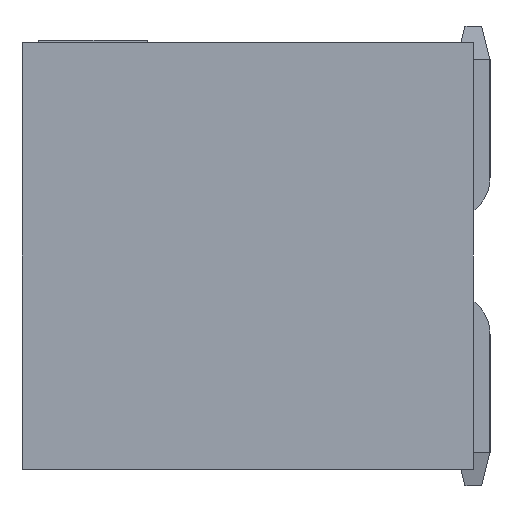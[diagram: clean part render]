
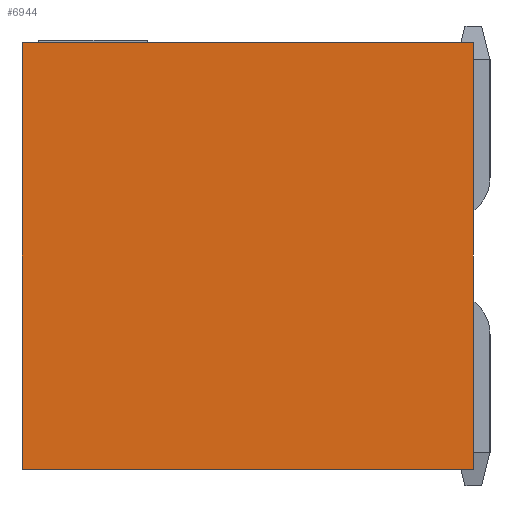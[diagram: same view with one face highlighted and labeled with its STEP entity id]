
A CAD part, left-side view. The second image highlights one B-rep face of the part: STEP entity #6944.
In plain terms, the highlighted planar face has unit normal (-1, 0, 0).
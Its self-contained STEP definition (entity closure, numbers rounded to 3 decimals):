
#119 = FACE_OUTER_BOUND ( 'NONE', #4489, .T. ) ;
#602 = CARTESIAN_POINT ( 'NONE',  ( -8.23, 5.4, 2.55 ) ) ;
#821 = EDGE_CURVE ( 'NONE', #6404, #8770, #1334, .T. ) ;
#865 = CARTESIAN_POINT ( 'NONE',  ( -8.23, 5.4, 0. ) ) ;
#972 = VECTOR ( 'NONE', #4093, 1000. ) ;
#1211 = LINE ( 'NONE', #9112, #7524 ) ;
#1334 = LINE ( 'NONE', #7004, #5686 ) ;
#1393 = EDGE_CURVE ( 'NONE', #6404, #3913, #1211, .T. ) ;
#1620 = DIRECTION ( 'NONE',  ( 0., 1., 0. ) ) ;
#3910 = PLANE ( 'NONE',  #4251 ) ;
#3913 = VERTEX_POINT ( 'NONE', #602 ) ;
#4093 = DIRECTION ( 'NONE',  ( 0., 1., 0. ) ) ;
#4164 = CARTESIAN_POINT ( 'NONE',  ( -8.23, 5.4, -2.55 ) ) ;
#4232 = EDGE_CURVE ( 'NONE', #8770, #5470, #9656, .T. ) ;
#4251 = AXIS2_PLACEMENT_3D ( 'NONE', #7612, #8382, #9125 ) ;
#4489 = EDGE_LOOP ( 'NONE', ( #5784, #6675, #5146, #4733 ) ) ;
#4733 = ORIENTED_EDGE ( 'NONE', *, *, #9608, .T. ) ;
#5146 = ORIENTED_EDGE ( 'NONE', *, *, #1393, .T. ) ;
#5284 = DIRECTION ( 'NONE',  ( 0., 0., -1. ) ) ;
#5470 = VERTEX_POINT ( 'NONE', #4164 ) ;
#5686 = VECTOR ( 'NONE', #8411, 1000. ) ;
#5784 = ORIENTED_EDGE ( 'NONE', *, *, #4232, .F. ) ;
#6173 = VECTOR ( 'NONE', #5284, 1000. ) ;
#6404 = VERTEX_POINT ( 'NONE', #7979 ) ;
#6675 = ORIENTED_EDGE ( 'NONE', *, *, #821, .F. ) ;
#6944 = ADVANCED_FACE ( 'NONE', ( #119 ), #3910, .T. ) ;
#7004 = CARTESIAN_POINT ( 'NONE',  ( -8.23, 0., 0. ) ) ;
#7524 = VECTOR ( 'NONE', #1620, 1000. ) ;
#7612 = CARTESIAN_POINT ( 'NONE',  ( -8.23, 0., -2.55 ) ) ;
#7621 = CARTESIAN_POINT ( 'NONE',  ( -8.23, 0., -2.55 ) ) ;
#7823 = CARTESIAN_POINT ( 'NONE',  ( -8.23, 2.7, -2.55 ) ) ;
#7979 = CARTESIAN_POINT ( 'NONE',  ( -8.23, 0., 2.55 ) ) ;
#8382 = DIRECTION ( 'NONE',  ( -1., 0., 0. ) ) ;
#8411 = DIRECTION ( 'NONE',  ( 0., 0., -1. ) ) ;
#8770 = VERTEX_POINT ( 'NONE', #7621 ) ;
#8962 = LINE ( 'NONE', #865, #6173 ) ;
#9112 = CARTESIAN_POINT ( 'NONE',  ( -8.23, 2.7, 2.55 ) ) ;
#9125 = DIRECTION ( 'NONE',  ( 0., 0., 1. ) ) ;
#9608 = EDGE_CURVE ( 'NONE', #3913, #5470, #8962, .T. ) ;
#9656 = LINE ( 'NONE', #7823, #972 ) ;
